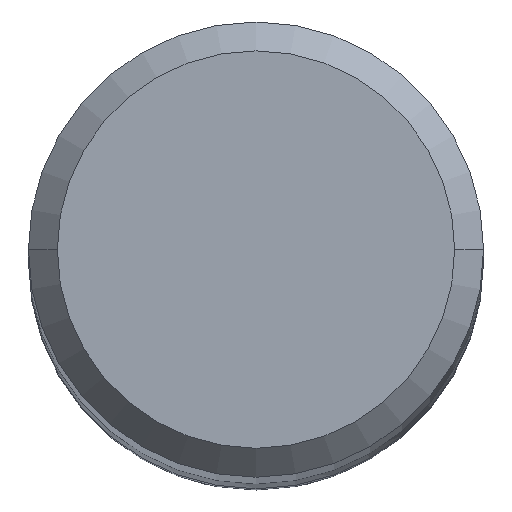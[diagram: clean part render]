
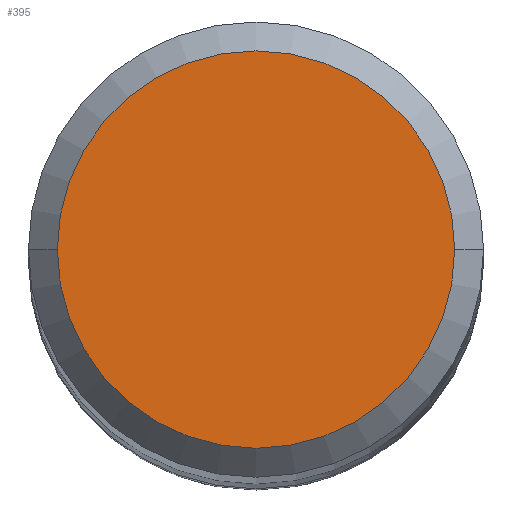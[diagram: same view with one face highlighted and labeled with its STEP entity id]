
A CAD part, top view. The second image highlights one B-rep face of the part: STEP entity #395.
In plain terms, the highlighted planar face has unit normal (0, 0, 1).
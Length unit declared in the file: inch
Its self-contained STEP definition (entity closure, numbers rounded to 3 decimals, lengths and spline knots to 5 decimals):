
#5 = DIRECTION ( 'NONE',  ( 0., 0., 1. ) ) ;
#10 = CIRCLE ( 'NONE', #252, 0.10311 ) ;
#66 = DIRECTION ( 'NONE',  ( 1., 0., 0. ) ) ;
#94 = DIRECTION ( 'NONE',  ( 0., 0., 1. ) ) ;
#118 = AXIS2_PLACEMENT_3D ( 'NONE', #358, #121, #161 ) ;
#121 = DIRECTION ( 'NONE',  ( 0., 0., 1. ) ) ;
#125 = ORIENTED_EDGE ( 'NONE', *, *, #351, .T. ) ;
#134 = DIRECTION ( 'NONE',  ( 1., 0., 0. ) ) ;
#152 = ORIENTED_EDGE ( 'NONE', *, *, #226, .T. ) ;
#161 = DIRECTION ( 'NONE',  ( 1., 0., 0. ) ) ;
#201 = CARTESIAN_POINT ( 'NONE',  ( -0.10311, 0., 3.93701 ) ) ;
#216 = VERTEX_POINT ( 'NONE', #231 ) ;
#226 = EDGE_CURVE ( 'NONE', #216, #377, #258, .T. ) ;
#231 = CARTESIAN_POINT ( 'NONE',  ( 0.10311, 0., 3.93701 ) ) ;
#234 = CARTESIAN_POINT ( 'NONE',  ( 0., 0., 3.93701 ) ) ;
#252 = AXIS2_PLACEMENT_3D ( 'NONE', #362, #94, #66 ) ;
#258 = CIRCLE ( 'NONE', #118, 0.10311 ) ;
#267 = AXIS2_PLACEMENT_3D ( 'NONE', #234, #5, #134 ) ;
#323 = FACE_OUTER_BOUND ( 'NONE', #342, .T. ) ;
#329 = PLANE ( 'NONE',  #267 ) ;
#342 = EDGE_LOOP ( 'NONE', ( #125, #152 ) ) ;
#351 = EDGE_CURVE ( 'NONE', #377, #216, #10, .T. ) ;
#358 = CARTESIAN_POINT ( 'NONE',  ( 0., 0., 3.93701 ) ) ;
#362 = CARTESIAN_POINT ( 'NONE',  ( 0., 0., 3.93701 ) ) ;
#377 = VERTEX_POINT ( 'NONE', #201 ) ;
#395 = ADVANCED_FACE ( 'NONE', ( #323 ), #329, .T. ) ;
